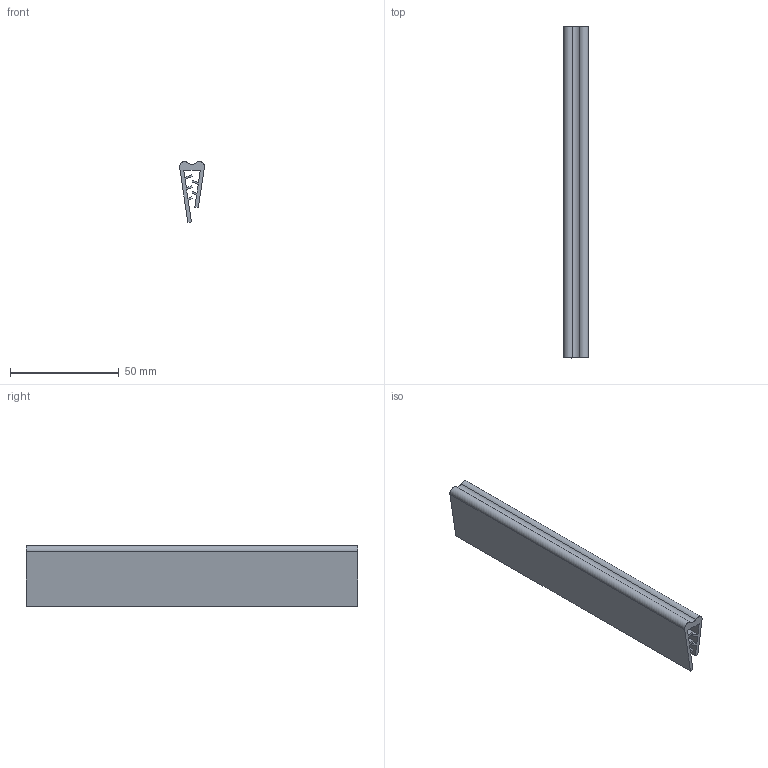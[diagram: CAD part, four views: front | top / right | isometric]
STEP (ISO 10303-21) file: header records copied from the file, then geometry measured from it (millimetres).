
FILE_DESCRIPTION((''),'2;1');
FILE_NAME('SG1250.STP', '2021-01-25T20:59:33',(''), (''), 'KCM Version 2.0.6974.6974', 'KeyCreator Pro', '');
FILE_SCHEMA(('AUTOMOTIVE_DESIGN'));
Length unit declared in the file: inch
Bounding box: 11.4 x 152.4 x 27.95 mm (x, y, z)
Volume: 18096.5 mm3; surface area: 21128.8 mm2
Topology: 1 solids, 1 shells, 32 faces, 90 edges, 60 vertices
Faces by surface type: plane 29, cylinder 3
Entity records: 1045 total; most frequent: CARTESIAN_POINT 183, ORIENTED_EDGE 180, DIRECTION 162, EDGE_CURVE 90, VECTOR 84, LINE 84, VERTEX_POINT 60, AXIS2_PLACEMENT_3D 39
